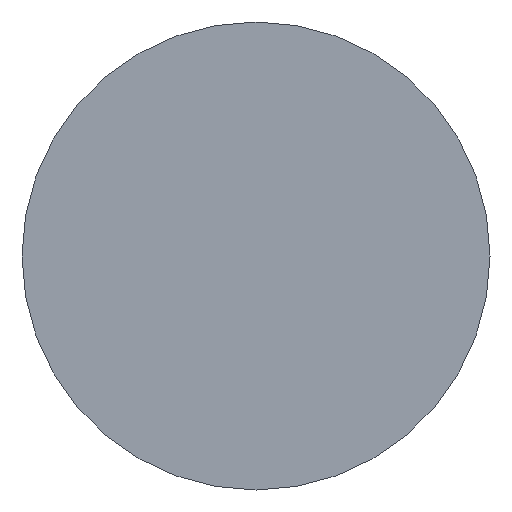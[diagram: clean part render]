
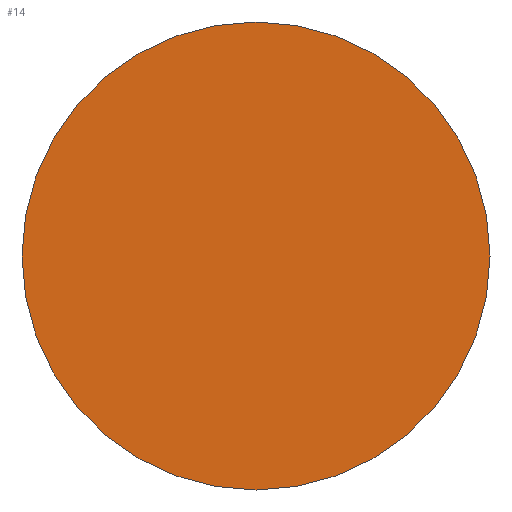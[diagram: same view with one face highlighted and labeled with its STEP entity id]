
A CAD part, left-side view. The second image highlights one B-rep face of the part: STEP entity #14.
In plain terms, the highlighted planar face has unit normal (-1, 0, 0).
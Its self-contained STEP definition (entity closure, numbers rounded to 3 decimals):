
#5 = DIRECTION ( 'NONE',  ( -1., 0., 0. ) ) ;
#14 = ADVANCED_FACE ( 'NONE', ( #96 ), #156, .F. ) ;
#17 = DIRECTION ( 'NONE',  ( 1., 0., 0. ) ) ;
#22 = CARTESIAN_POINT ( 'NONE',  ( 397.161, 63.206, 25. ) ) ;
#23 = EDGE_CURVE ( 'NONE', #75, #55, #90, .T. ) ;
#36 = CARTESIAN_POINT ( 'NONE',  ( 397.161, 63.206, 0. ) ) ;
#42 = CIRCLE ( 'NONE', #129, 25. ) ;
#49 = CARTESIAN_POINT ( 'NONE',  ( 397.161, 63.206, 0. ) ) ;
#55 = VERTEX_POINT ( 'NONE', #104 ) ;
#75 = VERTEX_POINT ( 'NONE', #22 ) ;
#83 = DIRECTION ( 'NONE',  ( 0., 0., 1. ) ) ;
#87 = AXIS2_PLACEMENT_3D ( 'NONE', #173, #17, #116 ) ;
#90 = CIRCLE ( 'NONE', #100, 25. ) ;
#96 = FACE_OUTER_BOUND ( 'NONE', #174, .T. ) ;
#99 = ORIENTED_EDGE ( 'NONE', *, *, #164, .T. ) ;
#100 = AXIS2_PLACEMENT_3D ( 'NONE', #49, #5, #136 ) ;
#104 = CARTESIAN_POINT ( 'NONE',  ( 397.161, 63.206, -25. ) ) ;
#116 = DIRECTION ( 'NONE',  ( 0., 0., -1. ) ) ;
#129 = AXIS2_PLACEMENT_3D ( 'NONE', #36, #138, #83 ) ;
#136 = DIRECTION ( 'NONE',  ( 0., 0., 1. ) ) ;
#138 = DIRECTION ( 'NONE',  ( -1., 0., 0. ) ) ;
#145 = ORIENTED_EDGE ( 'NONE', *, *, #23, .T. ) ;
#156 = PLANE ( 'NONE',  #87 ) ;
#164 = EDGE_CURVE ( 'NONE', #55, #75, #42, .T. ) ;
#173 = CARTESIAN_POINT ( 'NONE',  ( 397.161, 63.206, 0. ) ) ;
#174 = EDGE_LOOP ( 'NONE', ( #145, #99 ) ) ;
